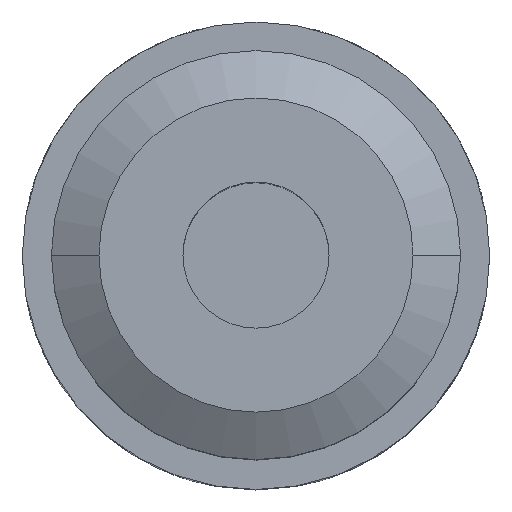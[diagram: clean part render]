
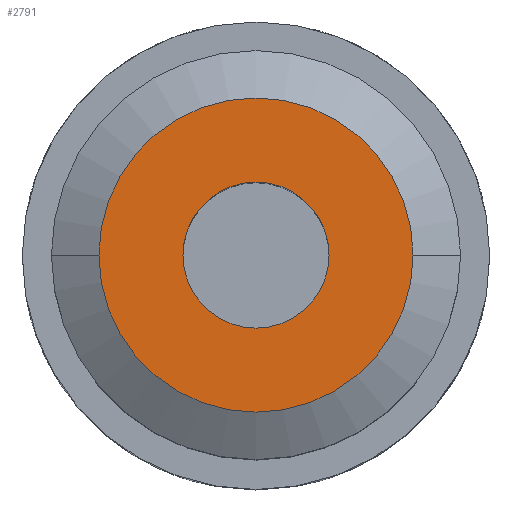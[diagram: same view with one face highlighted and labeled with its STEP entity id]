
A CAD part, top view. The second image highlights one B-rep face of the part: STEP entity #2791.
In plain terms, the highlighted planar face has unit normal (0, 0, 1).
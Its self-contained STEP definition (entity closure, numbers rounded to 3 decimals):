
#169 = VERTEX_POINT ( 'NONE', #673 ) ;
#191 = CARTESIAN_POINT ( 'NONE',  ( 0., 0., 45. ) ) ;
#197 = CARTESIAN_POINT ( 'NONE',  ( 5., 0., 45. ) ) ;
#288 = CIRCLE ( 'NONE', #1223, 5. ) ;
#292 = ORIENTED_EDGE ( 'NONE', *, *, #592, .F. ) ;
#490 = DIRECTION ( 'NONE',  ( 1., 0., 0. ) ) ;
#571 = CARTESIAN_POINT ( 'NONE',  ( -5., 0., 45. ) ) ;
#592 = EDGE_CURVE ( 'NONE', #4142, #169, #1848, .T. ) ;
#673 = CARTESIAN_POINT ( 'NONE',  ( 10.751, 0., 45. ) ) ;
#692 = CIRCLE ( 'NONE', #1587, 5. ) ;
#908 = CARTESIAN_POINT ( 'NONE',  ( 0., 0., 45. ) ) ;
#919 = DIRECTION ( 'NONE',  ( 0., 0., -1. ) ) ;
#1186 = CARTESIAN_POINT ( 'NONE',  ( 0., 0., 45. ) ) ;
#1193 = ORIENTED_EDGE ( 'NONE', *, *, #1926, .F. ) ;
#1223 = AXIS2_PLACEMENT_3D ( 'NONE', #3512, #1370, #3869 ) ;
#1261 = DIRECTION ( 'NONE',  ( -1., 0., 0. ) ) ;
#1273 = DIRECTION ( 'NONE',  ( -1., 0., 0. ) ) ;
#1311 = EDGE_LOOP ( 'NONE', ( #2429, #3237 ) ) ;
#1318 = CARTESIAN_POINT ( 'NONE',  ( 0., 10.751, 45. ) ) ;
#1370 = DIRECTION ( 'NONE',  ( 0., 0., -1. ) ) ;
#1587 = AXIS2_PLACEMENT_3D ( 'NONE', #191, #919, #4517 ) ;
#1681 = EDGE_CURVE ( 'NONE', #4157, #2262, #692, .T. ) ;
#1848 = CIRCLE ( 'NONE', #3447, 10.751 ) ;
#1926 = EDGE_CURVE ( 'NONE', #169, #4142, #2864, .T. ) ;
#2051 = CARTESIAN_POINT ( 'NONE',  ( -10.751, 0., 45. ) ) ;
#2262 = VERTEX_POINT ( 'NONE', #571 ) ;
#2419 = EDGE_CURVE ( 'NONE', #2262, #4157, #288, .T. ) ;
#2429 = ORIENTED_EDGE ( 'NONE', *, *, #2419, .T. ) ;
#2540 = AXIS2_PLACEMENT_3D ( 'NONE', #1318, #4174, #490 ) ;
#2791 = ADVANCED_FACE ( 'NONE', ( #3830, #4609 ), #3817, .T. ) ;
#2864 = CIRCLE ( 'NONE', #3075, 10.751 ) ;
#3075 = AXIS2_PLACEMENT_3D ( 'NONE', #1186, #3631, #1261 ) ;
#3188 = EDGE_LOOP ( 'NONE', ( #292, #1193 ) ) ;
#3237 = ORIENTED_EDGE ( 'NONE', *, *, #1681, .T. ) ;
#3410 = DIRECTION ( 'NONE',  ( 0., 0., -1. ) ) ;
#3447 = AXIS2_PLACEMENT_3D ( 'NONE', #908, #3410, #1273 ) ;
#3512 = CARTESIAN_POINT ( 'NONE',  ( 0., 0., 45. ) ) ;
#3631 = DIRECTION ( 'NONE',  ( 0., 0., -1. ) ) ;
#3817 = PLANE ( 'NONE',  #2540 ) ;
#3830 = FACE_BOUND ( 'NONE', #1311, .T. ) ;
#3869 = DIRECTION ( 'NONE',  ( -1., 0., 0. ) ) ;
#4142 = VERTEX_POINT ( 'NONE', #2051 ) ;
#4157 = VERTEX_POINT ( 'NONE', #197 ) ;
#4174 = DIRECTION ( 'NONE',  ( 0., 0., 1. ) ) ;
#4517 = DIRECTION ( 'NONE',  ( -1., 0., 0. ) ) ;
#4609 = FACE_OUTER_BOUND ( 'NONE', #3188, .T. ) ;
